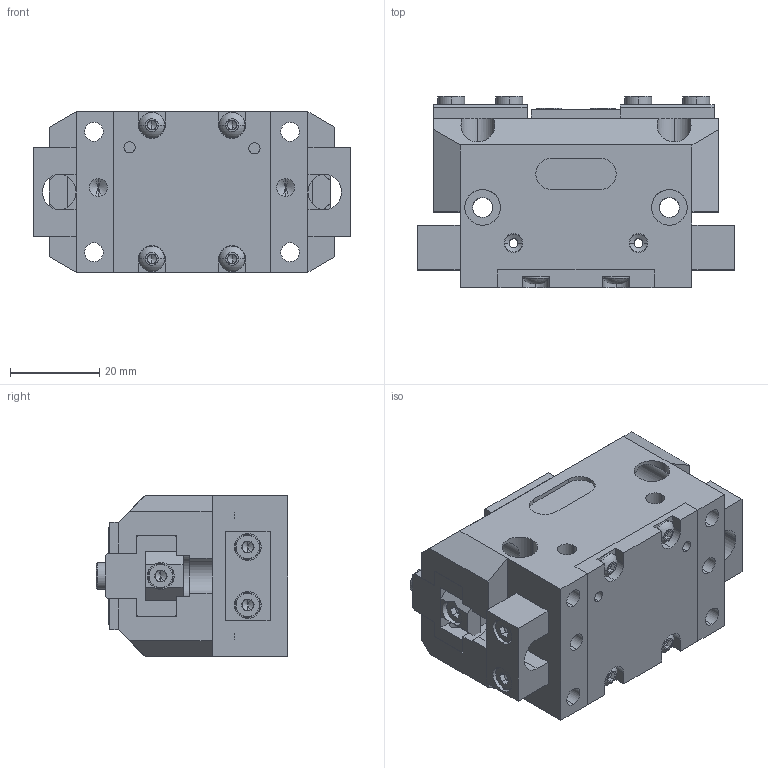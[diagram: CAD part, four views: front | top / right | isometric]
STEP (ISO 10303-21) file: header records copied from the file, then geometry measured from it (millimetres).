
FILE_DESCRIPTION (( 'STEP AP214' ), '1' );
FILE_NAME ('2PG 064.STEP', '2012-02-28T06:04:09', ( 'xw4600' ), ( '' ), 'SwSTEP 2.0', 'SolidWorks 2010', '' );
FILE_SCHEMA (( 'AUTOMOTIVE_DESIGN' ));
Length unit declared in the file: millimetre
Products named in the file (13): 2PG064-04_ル遽; 2PG064-06_ル遽; 2PG064-07_ル遽; 2PG064-08_ル遽; 2PG064-09_ル遽; 2PG064-10_ル遽; SPRING(2PG064)_Default; countersunk head screw_ISO 10642 - M3 x 8 --- 8N; socket button head screw_ISO 7380 - M3 x 10 --- 10N; socket head cap screw_ISO 4762 M3 x 12 --- 12N; socket head cap screw_ISO 4762 M3 x 16 --- 16N; 2PG 064; 2PG064-01_ル遽
Assembly tree (29 placements, depth 2):
  2PG 064
    2PG064-01_ル遽
    2PG064-04_ル遽  x2
    countersunk head screw_ISO 10642 - M3 x 8 --- 8N  x4
    2PG064-10_ル遽  x4
    socket head cap screw_ISO 4762 M3 x 12 --- 12N  x4
    2PG064-09_ル遽  x2
    socket head cap screw_ISO 4762 M3 x 16 --- 16N  x2
    2PG064-08_ル遽
    socket button head screw_ISO 7380 - M3 x 10 --- 10N  x4
    SPRING(2PG064)_Default  x2
    2PG064-07_ル遽
    2PG064-06_ル遽  x2
Bounding box: 71 x 43 x 36 mm (x, y, z)
Volume: 60771.7 mm3; surface area: 37514.7 mm2
Topology: 29 solids, 29 shells, 906 faces, 2190 edges, 1334 vertices
Faces by surface type: plane 434, cylinder 274, cone 146, torus 40, sphere 8, bspline 4
Entity records: 18691 total; most frequent: CARTESIAN_POINT 5288, DIRECTION 2672, ORIENTED_EDGE 2452, EDGE_CURVE 1226, AXIS2_PLACEMENT_3D 980, VERTEX_POINT 781, LINE 712, VECTOR 712
